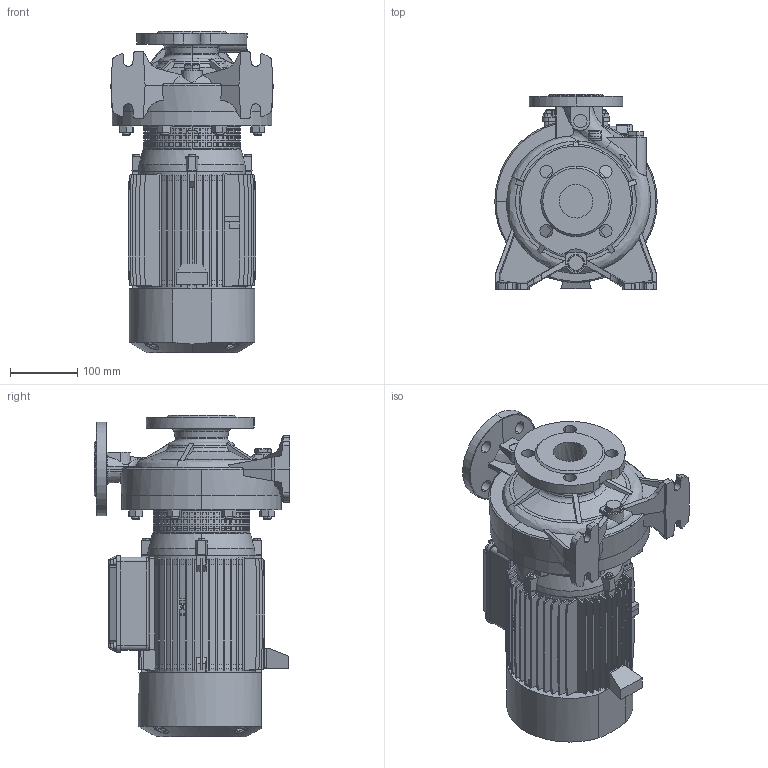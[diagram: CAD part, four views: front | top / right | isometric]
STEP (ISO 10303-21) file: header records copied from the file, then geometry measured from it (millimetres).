
FILE_DESCRIPTION (( 'STEP AP214' ), '1' );
FILE_NAME ('10008670swa00.step', '2020-07-20T09:20:02', ( '' ), ( '' ), 'SwSTEP 2.0', 'SolidWorks 2019', '' );
FILE_SCHEMA (( 'AUTOMOTIVE_DESIGN' ));
Length unit declared in the file: millimetre
Products named in the file (8): 10000045swp00_SEMPLIFICATO; 2_66_134_SEMPLIFICATO; 3.66.201swp02_H=33; 10007670swn00_M25x1.5; 10008670swa00; 90.025swp01_G38x9 OTTONE; 10007571swp00_90 SZ ; 10008149swp00_3.66.530_semplificato
Assembly tree (8 placements, depth 2):
  10008670swa00
    10007571swp00_90 SZ 
    10008149swp00_3.66.530_semplificato
    10000045swp00_SEMPLIFICATO
    2_66_134_SEMPLIFICATO
    10007670swn00_M25x1.5
    90.025swp01_G38x9 OTTONE  x2
    3.66.201swp02_H=33
Bounding box: 242.18 x 292 x 479 mm (x, y, z)
Volume: 12841748.3 mm3; surface area: 1112892.6 mm2
Topology: 34 solids, 34 shells, 2511 faces, 6814 edges, 4442 vertices
Faces by surface type: plane 1665, cylinder 379, cone 212, bspline 207, torus 40, sphere 8
Entity records: 109772 total; most frequent: CARTESIAN_POINT 47757, ORIENTED_EDGE 13400, DIRECTION 11674, EDGE_CURVE 6700, VERTEX_POINT 4401, VECTOR 4102, LINE 4102, AXIS2_PLACEMENT_3D 3786
